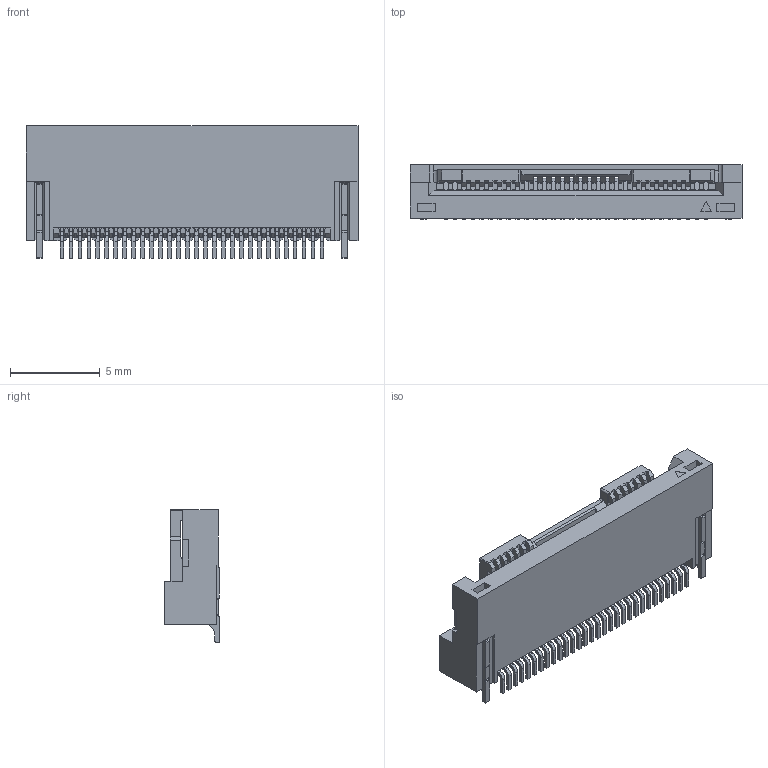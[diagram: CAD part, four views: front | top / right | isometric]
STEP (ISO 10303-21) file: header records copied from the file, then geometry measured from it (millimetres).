
FILE_DESCRIPTION (( 'STEP AP214' ), '1' );
FILE_NAME ('P946A01_86-01359.step', '2020-01-09T16:14:11', ( '' ), ( '' ), 'SwSTEP 2.0', 'SolidWorks 2018', '' );
FILE_SCHEMA (( 'AUTOMOTIVE_DESIGN' ));
Length unit declared in the file: millimetre
Products named in the file (4): P946P12; P946A01_86-01359; P946P23; P946P29
Assembly tree (33 placements, depth 2):
  P946A01_86-01359
    P946P12
    P946P29  x30
    P946P23  x2
Bounding box: 18.5 x 3.05 x 7.41 mm (x, y, z)
Volume: 204.7 mm3; surface area: 1208.2 mm2
Topology: 33 solids, 33 shells, 3563 faces, 9387 edges, 5834 vertices
Faces by surface type: plane 2783, cylinder 660, bspline 120
Entity records: 47034 total; most frequent: CARTESIAN_POINT 8346, ORIENTED_EDGE 8216, DIRECTION 7280, EDGE_CURVE 4108, VECTOR 3844, LINE 3844, VERTEX_POINT 2624, AXIS2_PLACEMENT_3D 1718
